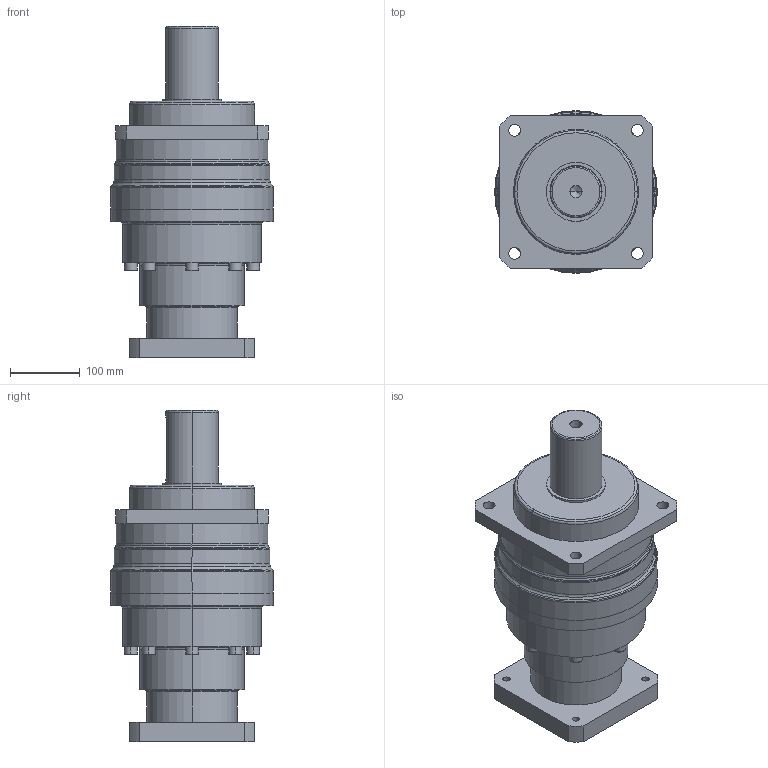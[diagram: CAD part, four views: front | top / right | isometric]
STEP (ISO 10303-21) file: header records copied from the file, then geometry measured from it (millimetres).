
FILE_DESCRIPTION((''),'2;1');
FILE_NAME('VRS210-L3-S2_ASM','2022-06-14T16:02:16',('Administrator'),(''),'CREO PARAMETRIC BY PTC INC, 2019010','CREO PARAMETRIC BY PTC INC, 2019010','');
FILE_SCHEMA(('CONFIG_CONTROL_DESIGN'));
Length unit declared in the file: millimetre
Products named in the file (3): M2010001; 20001; VRS210-L3-S2_ASM
Assembly tree (2 placements, depth 2):
  VRS210-L3-S2_ASM
    M2010001
    20001
Bounding box: 234 x 234 x 477 mm (x, y, z)
Volume: 11104239.4 mm3; surface area: 539414.8 mm2
Topology: 2 solids, 2 shells, 353 faces, 868 edges, 551 vertices
Faces by surface type: plane 153, cylinder 102, torus 92, cone 6
Entity records: 10756 total; most frequent: DIRECTION 1996, CARTESIAN_POINT 1951, ORIENTED_EDGE 1732, EDGE_CURVE 866, AXIS2_PLACEMENT_3D 794, VERTEX_POINT 551, CIRCLE 436, VECTOR 408
